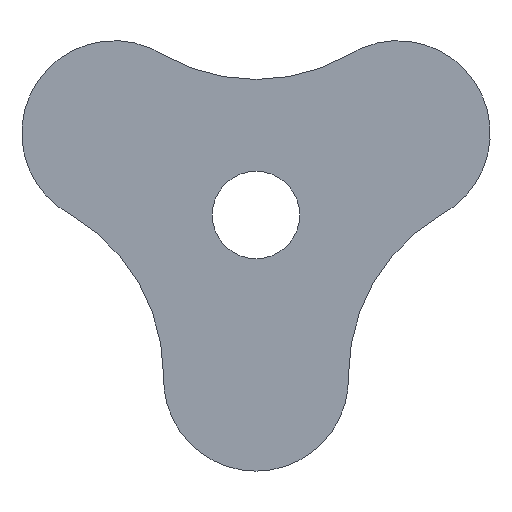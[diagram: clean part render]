
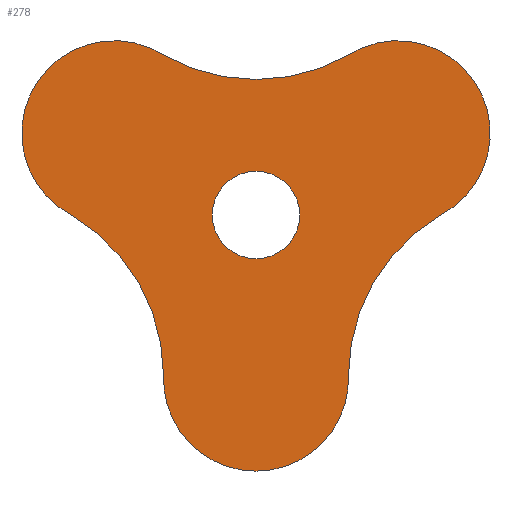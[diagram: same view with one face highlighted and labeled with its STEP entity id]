
A CAD part, front view. The second image highlights one B-rep face of the part: STEP entity #278.
In plain terms, the highlighted planar face has unit normal (0, -1, 0).
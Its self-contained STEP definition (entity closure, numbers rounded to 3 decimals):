
#6 = DIRECTION ( 'NONE',  ( 0., 0., 1. ) ) ;
#7 = ORIENTED_EDGE ( 'NONE', *, *, #170, .F. ) ;
#20 = CARTESIAN_POINT ( 'NONE',  ( 0., 0., 26.126 ) ) ;
#22 = AXIS2_PLACEMENT_3D ( 'NONE', #267, #393, #127 ) ;
#29 = VERTEX_POINT ( 'NONE', #369 ) ;
#33 = VERTEX_POINT ( 'NONE', #276 ) ;
#36 = ORIENTED_EDGE ( 'NONE', *, *, #294, .F. ) ;
#38 = CARTESIAN_POINT ( 'NONE',  ( -22.625, 0., -13.063 ) ) ;
#40 = DIRECTION ( 'NONE',  ( 0., 0., -1. ) ) ;
#47 = ORIENTED_EDGE ( 'NONE', *, *, #94, .F. ) ;
#54 = DIRECTION ( 'NONE',  ( 0., 1., 0. ) ) ;
#56 = CARTESIAN_POINT ( 'NONE',  ( 11.313, 0., -13.171 ) ) ;
#59 = CIRCLE ( 'NONE', #345, 7.506 ) ;
#64 = ORIENTED_EDGE ( 'NONE', *, *, #67, .F. ) ;
#65 = CARTESIAN_POINT ( 'NONE',  ( 22.625, 0., -13.063 ) ) ;
#67 = EDGE_CURVE ( 'NONE', #33, #375, #188, .T. ) ;
#69 = ORIENTED_EDGE ( 'NONE', *, *, #421, .F. ) ;
#78 = ORIENTED_EDGE ( 'NONE', *, *, #83, .F. ) ;
#83 = EDGE_CURVE ( 'NONE', #375, #258, #151, .T. ) ;
#85 = AXIS2_PLACEMENT_3D ( 'NONE', #38, #234, #365 ) ;
#89 = DIRECTION ( 'NONE',  ( 0., 0., 1. ) ) ;
#94 = EDGE_CURVE ( 'NONE', #162, #218, #310, .T. ) ;
#96 = CIRCLE ( 'NONE', #244, 15.126 ) ;
#99 = VERTEX_POINT ( 'NONE', #362 ) ;
#102 = CARTESIAN_POINT ( 'NONE',  ( -11.5, 0., 6.64 ) ) ;
#105 = CIRCLE ( 'NONE', #257, 3.55 ) ;
#109 = CARTESIAN_POINT ( 'NONE',  ( 7.5, 0., -12.99 ) ) ;
#115 = PLANE ( 'NONE',  #175 ) ;
#116 = DIRECTION ( 'NONE',  ( 0., 0., -1. ) ) ;
#122 = CIRCLE ( 'NONE', #136, 15.126 ) ;
#123 = EDGE_CURVE ( 'NONE', #99, #33, #202, .T. ) ;
#127 = DIRECTION ( 'NONE',  ( 0., 0., -1. ) ) ;
#135 = CARTESIAN_POINT ( 'NONE',  ( 0., 0., 3.55 ) ) ;
#136 = AXIS2_PLACEMENT_3D ( 'NONE', #65, #160, #263 ) ;
#139 = EDGE_CURVE ( 'NONE', #338, #420, #105, .T. ) ;
#145 = CIRCLE ( 'NONE', #390, 3.55 ) ;
#151 = CIRCLE ( 'NONE', #219, 7.506 ) ;
#156 = CARTESIAN_POINT ( 'NONE',  ( 0., 0., -3.55 ) ) ;
#159 = CIRCLE ( 'NONE', #210, 15.126 ) ;
#160 = DIRECTION ( 'NONE',  ( 0., -1., 0. ) ) ;
#162 = VERTEX_POINT ( 'NONE', #327 ) ;
#167 = CARTESIAN_POINT ( 'NONE',  ( 0., 0., -13.279 ) ) ;
#170 = EDGE_CURVE ( 'NONE', #218, #238, #122, .T. ) ;
#172 = DIRECTION ( 'NONE',  ( 0., 0., 1. ) ) ;
#175 = AXIS2_PLACEMENT_3D ( 'NONE', #56, #376, #116 ) ;
#186 = EDGE_CURVE ( 'NONE', #420, #338, #145, .T. ) ;
#188 = CIRCLE ( 'NONE', #85, 15.126 ) ;
#190 = CARTESIAN_POINT ( 'NONE',  ( -7.5, 0., 12.99 ) ) ;
#196 = CARTESIAN_POINT ( 'NONE',  ( 0., 0., 0. ) ) ;
#202 = CIRCLE ( 'NONE', #378, 7.506 ) ;
#203 = DIRECTION ( 'NONE',  ( 0., -1., 0. ) ) ;
#206 = DIRECTION ( 'NONE',  ( 0., 1., 0. ) ) ;
#210 = AXIS2_PLACEMENT_3D ( 'NONE', #227, #221, #89 ) ;
#216 = ORIENTED_EDGE ( 'NONE', *, *, #186, .T. ) ;
#218 = VERTEX_POINT ( 'NONE', #286 ) ;
#219 = AXIS2_PLACEMENT_3D ( 'NONE', #102, #288, #358 ) ;
#221 = DIRECTION ( 'NONE',  ( 0., -1., 0. ) ) ;
#222 = EDGE_LOOP ( 'NONE', ( #325, #7, #47, #36, #69, #78, #64, #344 ) ) ;
#227 = CARTESIAN_POINT ( 'NONE',  ( 0., 0., 26.126 ) ) ;
#228 = ORIENTED_EDGE ( 'NONE', *, *, #139, .T. ) ;
#232 = DIRECTION ( 'NONE',  ( 0., 1., 0. ) ) ;
#234 = DIRECTION ( 'NONE',  ( 0., -1., 0. ) ) ;
#238 = VERTEX_POINT ( 'NONE', #109 ) ;
#244 = AXIS2_PLACEMENT_3D ( 'NONE', #20, #203, #172 ) ;
#250 = CARTESIAN_POINT ( 'NONE',  ( 0., 0., -13.279 ) ) ;
#252 = FACE_BOUND ( 'NONE', #284, .T. ) ;
#257 = AXIS2_PLACEMENT_3D ( 'NONE', #291, #206, #6 ) ;
#258 = VERTEX_POINT ( 'NONE', #190 ) ;
#263 = DIRECTION ( 'NONE',  ( 0., 0., 1. ) ) ;
#267 = CARTESIAN_POINT ( 'NONE',  ( 11.5, 0., 6.64 ) ) ;
#276 = CARTESIAN_POINT ( 'NONE',  ( -7.5, 0., -12.99 ) ) ;
#278 = ADVANCED_FACE ( 'NONE', ( #413, #252 ), #115, .T. ) ;
#284 = EDGE_LOOP ( 'NONE', ( #228, #216 ) ) ;
#286 = CARTESIAN_POINT ( 'NONE',  ( 15., 0., 0. ) ) ;
#288 = DIRECTION ( 'NONE',  ( 0., 1., 0. ) ) ;
#291 = CARTESIAN_POINT ( 'NONE',  ( 0., 0., 0. ) ) ;
#294 = EDGE_CURVE ( 'NONE', #29, #162, #159, .T. ) ;
#295 = DIRECTION ( 'NONE',  ( 0., 1., 0. ) ) ;
#298 = DIRECTION ( 'NONE',  ( 0., 0., 1. ) ) ;
#306 = EDGE_CURVE ( 'NONE', #238, #99, #59, .T. ) ;
#310 = CIRCLE ( 'NONE', #22, 7.506 ) ;
#314 = DIRECTION ( 'NONE',  ( 0., 0., -1. ) ) ;
#324 = CARTESIAN_POINT ( 'NONE',  ( -15., 0., 0. ) ) ;
#325 = ORIENTED_EDGE ( 'NONE', *, *, #306, .F. ) ;
#327 = CARTESIAN_POINT ( 'NONE',  ( 7.5, 0., 12.99 ) ) ;
#338 = VERTEX_POINT ( 'NONE', #156 ) ;
#344 = ORIENTED_EDGE ( 'NONE', *, *, #123, .F. ) ;
#345 = AXIS2_PLACEMENT_3D ( 'NONE', #250, #54, #314 ) ;
#358 = DIRECTION ( 'NONE',  ( 0., 0., 1. ) ) ;
#362 = CARTESIAN_POINT ( 'NONE',  ( 0., 0., -20.785 ) ) ;
#365 = DIRECTION ( 'NONE',  ( 0., 0., 1. ) ) ;
#369 = CARTESIAN_POINT ( 'NONE',  ( 0., 0., 11. ) ) ;
#375 = VERTEX_POINT ( 'NONE', #324 ) ;
#376 = DIRECTION ( 'NONE',  ( 0., -1., 0. ) ) ;
#378 = AXIS2_PLACEMENT_3D ( 'NONE', #167, #295, #40 ) ;
#390 = AXIS2_PLACEMENT_3D ( 'NONE', #196, #232, #298 ) ;
#393 = DIRECTION ( 'NONE',  ( 0., 1., 0. ) ) ;
#413 = FACE_OUTER_BOUND ( 'NONE', #222, .T. ) ;
#420 = VERTEX_POINT ( 'NONE', #135 ) ;
#421 = EDGE_CURVE ( 'NONE', #258, #29, #96, .T. ) ;
